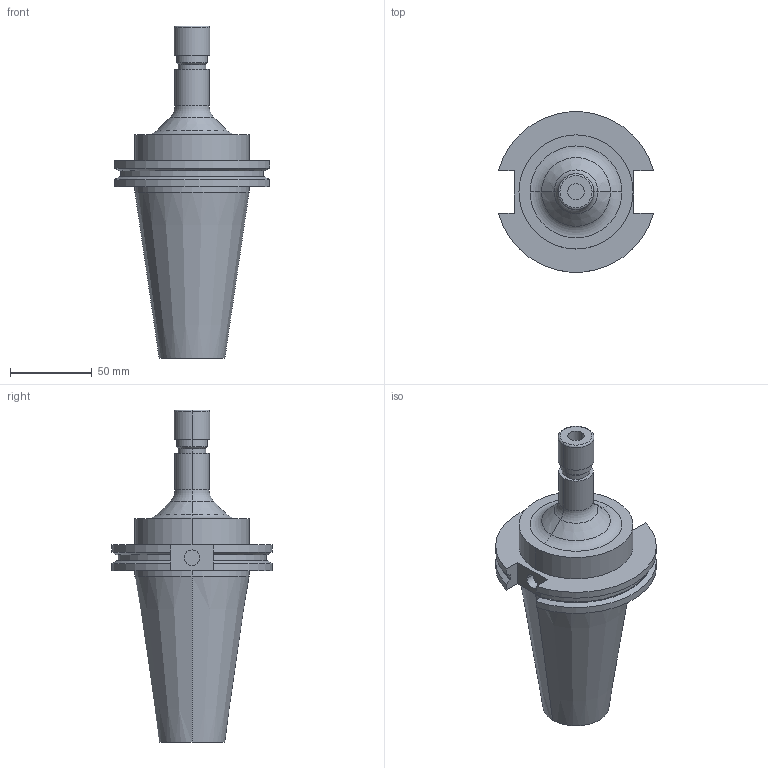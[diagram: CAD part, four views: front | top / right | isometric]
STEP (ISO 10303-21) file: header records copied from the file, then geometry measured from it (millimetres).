
FILE_DESCRIPTION (( 'STEP AP203' ), '1' );
FILE_NAME ('STP-5032-123-016-102-0(22364).STEP', '2021-08-16T09:03:02', ( '' ), ( '' ), 'SwSTEP 2.0', 'SolidWorks 2017', '' );
FILE_SCHEMA (( 'CONFIG_CONTROL_DESIGN' ));
Length unit declared in the file: millimetre
Products named in the file (1): STP-5032-123-016-102-0(22364)
Bounding box: 94.95 x 98.05 x 203.2 mm (x, y, z)
Volume: 423064.6 mm3; surface area: 50523.9 mm2
Topology: 1 solids, 1 shells, 70 faces, 158 edges, 97 vertices
Faces by surface type: cylinder 28, plane 20, cone 16, torus 6
Entity records: 2035 total; most frequent: DIRECTION 368, CARTESIAN_POINT 348, ORIENTED_EDGE 312, EDGE_CURVE 156, AXIS2_PLACEMENT_3D 149, VERTEX_POINT 97, EDGE_LOOP 79, CIRCLE 78
